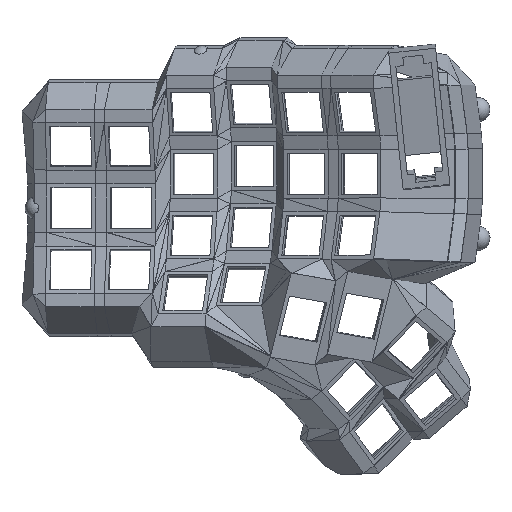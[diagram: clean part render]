
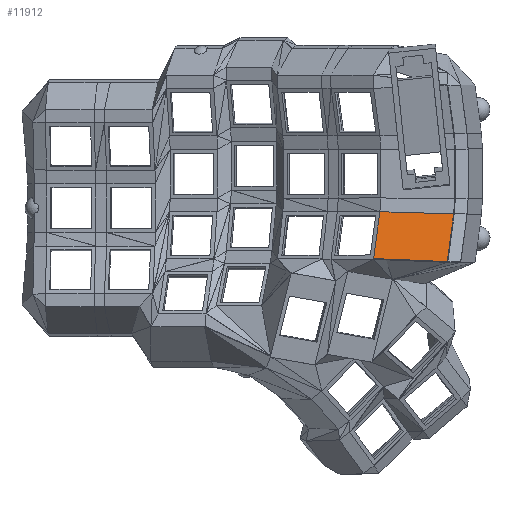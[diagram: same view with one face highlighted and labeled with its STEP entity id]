
A CAD part, top view. The second image highlights one B-rep face of the part: STEP entity #11912.
In plain terms, the highlighted planar face has unit normal (-0.016, 0.228, 0.974).
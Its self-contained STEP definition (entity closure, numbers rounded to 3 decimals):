
#4007 = PLANE('',#4008);
#4008 = AXIS2_PLACEMENT_3D('',#4009,#4010,#4011);
#4009 = CARTESIAN_POINT('',(76.344,-9.868,
    41.667));
#4010 = DIRECTION('',(-0.02,0.115,0.993)
  );
#4011 = DIRECTION('',(0.,-0.993,0.115));
#5936 = VERTEX_POINT('',#5937);
#5937 = CARTESIAN_POINT('',(64.261,-13.319,
    41.82));
#5965 = VERTEX_POINT('',#5966);
#5966 = CARTESIAN_POINT('',(90.118,-14.061,
    42.429));
#5992 = EDGE_CURVE('',#5965,#5936,#5993,.T.);
#5993 = SURFACE_CURVE('',#5994,(#5998,#6005),.PCURVE_S1.);
#5994 = LINE('',#5995,#5996);
#5995 = CARTESIAN_POINT('',(90.118,-14.061,
    42.429));
#5996 = VECTOR('',#5997,1.);
#5997 = DIRECTION('',(-0.999,0.029,
    -0.024));
#5998 = PCURVE('',#4007,#5999);
#5999 = DEFINITIONAL_REPRESENTATION('',(#6000),#6004);
#6000 = LINE('',#6001,#6002);
#6001 = CARTESIAN_POINT('',(4.253,13.777));
#6002 = VECTOR('',#6003,1.);
#6003 = DIRECTION('',(-0.031,-1.));
#6004 = ( GEOMETRIC_REPRESENTATION_CONTEXT(2) 
PARAMETRIC_REPRESENTATION_CONTEXT() REPRESENTATION_CONTEXT('2D SPACE',''
  ) );
#6005 = PCURVE('',#6006,#6011);
#6006 = PLANE('',#6007);
#6007 = AXIS2_PLACEMENT_3D('',#6008,#6009,#6010);
#6008 = CARTESIAN_POINT('',(72.605,-24.858,
    44.664));
#6009 = DIRECTION('',(-0.016,0.228,0.974)
  );
#6010 = DIRECTION('',(0.,-0.974,0.228));
#6011 = DEFINITIONAL_REPRESENTATION('',(#6012),#6016);
#6012 = LINE('',#6013,#6014);
#6013 = CARTESIAN_POINT('',(-11.022,17.516));
#6014 = VECTOR('',#6015,1.);
#6015 = DIRECTION('',(-0.033,-0.999));
#6016 = ( GEOMETRIC_REPRESENTATION_CONTEXT(2) 
PARAMETRIC_REPRESENTATION_CONTEXT() REPRESENTATION_CONTEXT('2D SPACE',''
  ) );
#11873 = PLANE('',#11874);
#11874 = AXIS2_PLACEMENT_3D('',#11875,#11876,#11877);
#11875 = CARTESIAN_POINT('',(89.036,-22.513,
    44.39));
#11876 = DIRECTION('',(0.,-0.226,
    -0.974));
#11877 = DIRECTION('',(0.,0.974,-0.226
    ));
#11912 = ADVANCED_FACE('',(#11913),#6006,.T.);
#11913 = FACE_BOUND('',#11914,.F.);
#11914 = EDGE_LOOP('',(#11915,#11916,#11939,#11967,#11995));
#11915 = ORIENTED_EDGE('',*,*,#5992,.F.);
#11916 = ORIENTED_EDGE('',*,*,#11917,.T.);
#11917 = EDGE_CURVE('',#5965,#11918,#11920,.T.);
#11918 = VERTEX_POINT('',#11919);
#11919 = CARTESIAN_POINT('',(87.868,-30.859,
    46.327));
#11920 = SURFACE_CURVE('',#11921,(#11925,#11932),.PCURVE_S1.);
#11921 = LINE('',#11922,#11923);
#11922 = CARTESIAN_POINT('',(90.118,-14.061,
    42.429));
#11923 = VECTOR('',#11924,1.);
#11924 = DIRECTION('',(-0.129,-0.966,0.224));
#11925 = PCURVE('',#6006,#11926);
#11926 = DEFINITIONAL_REPRESENTATION('',(#11927),#11931);
#11927 = LINE('',#11928,#11929);
#11928 = CARTESIAN_POINT('',(-11.022,17.516));
#11929 = VECTOR('',#11930,1.);
#11930 = DIRECTION('',(0.992,-0.129));
#11931 = ( GEOMETRIC_REPRESENTATION_CONTEXT(2) 
PARAMETRIC_REPRESENTATION_CONTEXT() REPRESENTATION_CONTEXT('2D SPACE',''
  ) );
#11932 = PCURVE('',#11873,#11933);
#11933 = DEFINITIONAL_REPRESENTATION('',(#11934),#11938);
#11934 = LINE('',#11935,#11936);
#11935 = CARTESIAN_POINT('',(8.676,1.082));
#11936 = VECTOR('',#11937,1.);
#11937 = DIRECTION('',(-0.992,-0.129));
#11938 = ( GEOMETRIC_REPRESENTATION_CONTEXT(2) 
PARAMETRIC_REPRESENTATION_CONTEXT() REPRESENTATION_CONTEXT('2D SPACE',''
  ) );
#11939 = ORIENTED_EDGE('',*,*,#11940,.F.);
#11940 = EDGE_CURVE('',#11941,#11918,#11943,.T.);
#11941 = VERTEX_POINT('',#11942);
#11942 = CARTESIAN_POINT('',(80.612,-30.47,
    46.114));
#11943 = SURFACE_CURVE('',#11944,(#11948,#11955),.PCURVE_S1.);
#11944 = LINE('',#11945,#11946);
#11945 = CARTESIAN_POINT('',(75.915,-30.219,
    45.976));
#11946 = VECTOR('',#11947,1.);
#11947 = DIRECTION('',(0.998,-0.053,
    0.029));
#11948 = PCURVE('',#6006,#11949);
#11949 = DEFINITIONAL_REPRESENTATION('',(#11950),#11954);
#11950 = LINE('',#11951,#11952);
#11951 = CARTESIAN_POINT('',(5.519,3.31));
#11952 = VECTOR('',#11953,1.);
#11953 = DIRECTION('',(0.059,0.998));
#11954 = ( GEOMETRIC_REPRESENTATION_CONTEXT(2) 
PARAMETRIC_REPRESENTATION_CONTEXT() REPRESENTATION_CONTEXT('2D SPACE',''
  ) );
#11955 = PCURVE('',#11956,#11961);
#11956 = PLANE('',#11957);
#11957 = AXIS2_PLACEMENT_3D('',#11958,#11959,#11960);
#11958 = CARTESIAN_POINT('',(79.525,-30.472,
    46.362));
#11959 = DIRECTION('',(0.046,0.977,0.208)
  );
#11960 = DIRECTION('',(0.,0.208,-0.978));
#11961 = DEFINITIONAL_REPRESENTATION('',(#11962),#11966);
#11962 = LINE('',#11963,#11964);
#11963 = CARTESIAN_POINT('',(0.43,3.614));
#11964 = VECTOR('',#11965,1.);
#11965 = DIRECTION('',(-0.04,-0.999));
#11966 = ( GEOMETRIC_REPRESENTATION_CONTEXT(2) 
PARAMETRIC_REPRESENTATION_CONTEXT() REPRESENTATION_CONTEXT('2D SPACE',''
  ) );
#11967 = ORIENTED_EDGE('',*,*,#11968,.T.);
#11968 = EDGE_CURVE('',#11941,#11969,#11971,.T.);
#11969 = VERTEX_POINT('',#11970);
#11970 = CARTESIAN_POINT('',(62.061,-29.74,
    45.631));
#11971 = SURFACE_CURVE('',#11972,(#11976,#11983),.PCURVE_S1.);
#11972 = LINE('',#11973,#11974);
#11973 = CARTESIAN_POINT('',(74.813,-30.242,
    45.963));
#11974 = VECTOR('',#11975,1.);
#11975 = DIRECTION('',(-0.999,0.039,
    -0.026));
#11976 = PCURVE('',#6006,#11977);
#11977 = DEFINITIONAL_REPRESENTATION('',(#11978),#11982);
#11978 = LINE('',#11979,#11980);
#11979 = CARTESIAN_POINT('',(5.539,2.209));
#11980 = VECTOR('',#11981,1.);
#11981 = DIRECTION('',(-0.044,-0.999));
#11982 = ( GEOMETRIC_REPRESENTATION_CONTEXT(2) 
PARAMETRIC_REPRESENTATION_CONTEXT() REPRESENTATION_CONTEXT('2D SPACE',''
  ) );
#11983 = PCURVE('',#11984,#11989);
#11984 = PLANE('',#11985);
#11985 = AXIS2_PLACEMENT_3D('',#11986,#11987,#11988);
#11986 = CARTESIAN_POINT('',(77.267,-30.327,
    45.846));
#11987 = DIRECTION('',(-0.038,-0.997,
    -0.066));
#11988 = DIRECTION('',(0.,-0.066,0.998));
#11989 = DEFINITIONAL_REPRESENTATION('',(#11990),#11994);
#11990 = LINE('',#11991,#11992);
#11991 = CARTESIAN_POINT('',(0.111,2.456));
#11992 = VECTOR('',#11993,1.);
#11993 = DIRECTION('',(-0.029,1.));
#11994 = ( GEOMETRIC_REPRESENTATION_CONTEXT(2) 
PARAMETRIC_REPRESENTATION_CONTEXT() REPRESENTATION_CONTEXT('2D SPACE',''
  ) );
#11995 = ORIENTED_EDGE('',*,*,#11996,.F.);
#11996 = EDGE_CURVE('',#5936,#11969,#11997,.T.);
#11997 = SURFACE_CURVE('',#11998,(#12002,#12009),.PCURVE_S1.);
#11998 = LINE('',#11999,#12000);
#11999 = CARTESIAN_POINT('',(64.261,-13.319,
    41.82));
#12000 = VECTOR('',#12001,1.);
#12001 = DIRECTION('',(-0.129,-0.966,0.224));
#12002 = PCURVE('',#6006,#12003);
#12003 = DEFINITIONAL_REPRESENTATION('',(#12004),#12008);
#12004 = LINE('',#12005,#12006);
#12005 = CARTESIAN_POINT('',(-11.883,-8.345));
#12006 = VECTOR('',#12007,1.);
#12007 = DIRECTION('',(0.992,-0.129));
#12008 = ( GEOMETRIC_REPRESENTATION_CONTEXT(2) 
PARAMETRIC_REPRESENTATION_CONTEXT() REPRESENTATION_CONTEXT('2D SPACE',''
  ) );
#12009 = PCURVE('',#12010,#12015);
#12010 = PLANE('',#12011);
#12011 = AXIS2_PLACEMENT_3D('',#12012,#12013,#12014);
#12012 = CARTESIAN_POINT('',(62.035,-29.933,
    45.675));
#12013 = DIRECTION('',(-0.483,0.259,0.837));
#12014 = DIRECTION('',(0.866,0.,0.5));
#12015 = DEFINITIONAL_REPRESENTATION('',(#12016),#12020);
#12016 = LINE('',#12017,#12018);
#12017 = CARTESIAN_POINT('',(0.,17.2));
#12018 = VECTOR('',#12019,1.);
#12019 = DIRECTION('',(0.,-1.));
#12020 = ( GEOMETRIC_REPRESENTATION_CONTEXT(2) 
PARAMETRIC_REPRESENTATION_CONTEXT() REPRESENTATION_CONTEXT('2D SPACE',''
  ) );
